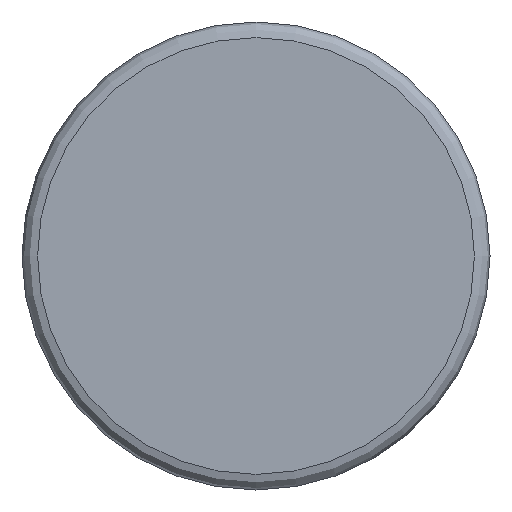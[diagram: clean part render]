
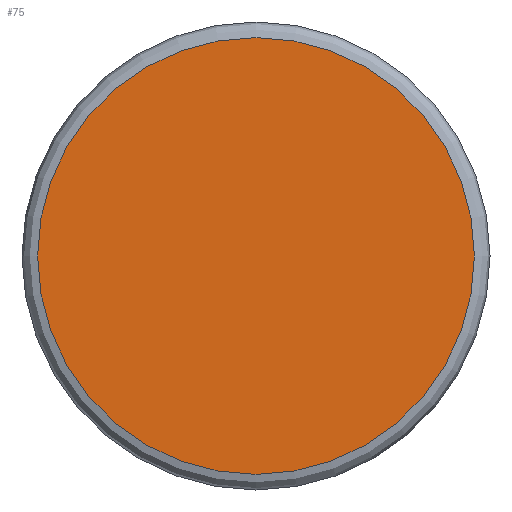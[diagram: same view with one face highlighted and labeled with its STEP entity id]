
A CAD part, front view. The second image highlights one B-rep face of the part: STEP entity #75.
In plain terms, the highlighted planar face has unit normal (0, -1, 0).
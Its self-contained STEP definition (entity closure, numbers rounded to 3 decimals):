
#15=PLANE('',#100);
#22=FACE_OUTER_BOUND('',#27,.T.);
#27=EDGE_LOOP('',(#64));
#30=CIRCLE('',#93,7.);
#38=VERTEX_POINT('',#136);
#44=EDGE_CURVE('',#38,#38,#30,.T.);
#64=ORIENTED_EDGE('',*,*,#44,.F.);
#75=ADVANCED_FACE('',(#22),#15,.F.);
#93=AXIS2_PLACEMENT_3D('',#137,#109,#110);
#100=AXIS2_PLACEMENT_3D('',#149,#124,#125);
#109=DIRECTION('center_axis',(0.,1.,0.));
#110=DIRECTION('ref_axis',(1.,0.,0.));
#124=DIRECTION('center_axis',(0.,1.,0.));
#125=DIRECTION('ref_axis',(1.,0.,0.));
#136=CARTESIAN_POINT('',(0.,-750.,7.));
#137=CARTESIAN_POINT('Origin',(0.,-750.,0.));
#149=CARTESIAN_POINT('Origin',(0.,-750.,0.));
